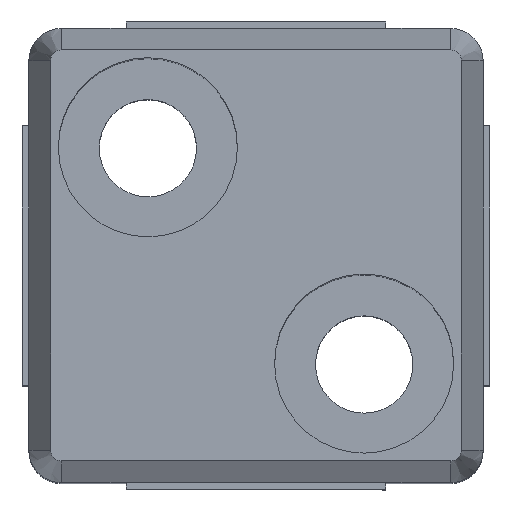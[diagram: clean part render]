
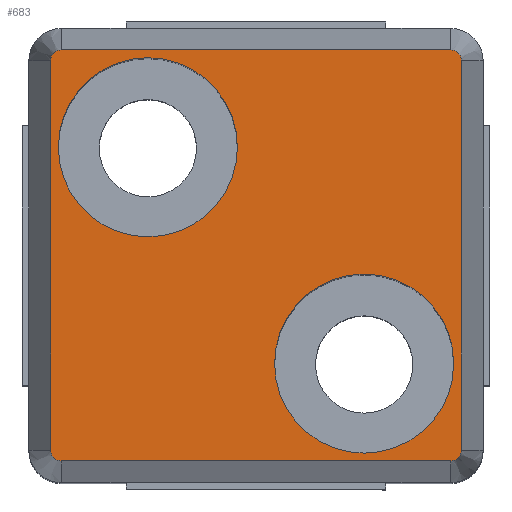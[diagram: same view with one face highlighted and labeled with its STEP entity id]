
A CAD part, top view. The second image highlights one B-rep face of the part: STEP entity #683.
In plain terms, the highlighted planar face has unit normal (0, 0, 1).
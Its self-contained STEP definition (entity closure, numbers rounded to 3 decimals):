
#493=CARTESIAN_POINT('',(-5.859,10.,35.0));
#494=VERTEX_POINT('',#493);
#501=CARTESIAN_POINT('',(-14.141,10.,35.0));
#502=VERTEX_POINT('',#501);
#503=CARTESIAN_POINT('',(-10.,10.,35.0));
#504=DIRECTION('',(0.0,0.0,1.0));
#505=DIRECTION('',(1.0,0.0,0.0));
#506=AXIS2_PLACEMENT_3D('',#503,#504,#505);
#507=CIRCLE('',#506,4.141);
#508=EDGE_CURVE('',#494,#502,#507,.T.);
#510=CARTESIAN_POINT('',(-10.,10.,35.0));
#511=DIRECTION('',(0.0,0.0,1.0));
#512=DIRECTION('',(1.0,0.0,0.0));
#513=AXIS2_PLACEMENT_3D('',#510,#511,#512);
#514=CIRCLE('',#513,4.141);
#515=EDGE_CURVE('',#502,#494,#514,.T.);
#558=CARTESIAN_POINT('',(4.141,0.0,35.0));
#559=VERTEX_POINT('',#558);
#566=CARTESIAN_POINT('',(-4.141,0.0,35.0));
#567=VERTEX_POINT('',#566);
#568=CARTESIAN_POINT('',(0.0,0.0,35.0));
#569=DIRECTION('',(0.0,0.0,1.0));
#570=DIRECTION('',(1.0,0.0,0.0));
#571=AXIS2_PLACEMENT_3D('',#568,#569,#570);
#572=CIRCLE('',#571,4.141);
#573=EDGE_CURVE('',#559,#567,#572,.T.);
#575=CARTESIAN_POINT('',(0.0,0.0,35.0));
#576=DIRECTION('',(0.0,0.0,1.0));
#577=DIRECTION('',(1.0,0.0,0.0));
#578=AXIS2_PLACEMENT_3D('',#575,#576,#577);
#579=CIRCLE('',#578,4.141);
#580=EDGE_CURVE('',#567,#559,#579,.T.);
#600=CARTESIAN_POINT('',(-17.6,-7.6,35.0));
#601=DIRECTION('',(0.0,0.0,1.0));
#602=DIRECTION('',(1.0,0.0,0.0));
#603=AXIS2_PLACEMENT_3D('',#600,#601,#602);
#604=PLANE('',#603);
#605=CARTESIAN_POINT('',(4.5,-4.,35.0));
#606=VERTEX_POINT('',#605);
#607=CARTESIAN_POINT('',(4.5,14.,35.0));
#608=VERTEX_POINT('',#607);
#609=CARTESIAN_POINT('',(4.5,-4.,35.0));
#610=DIRECTION('',(0.0,1.0,0.0));
#611=VECTOR('',#610,18.);
#612=LINE('',#609,#611);
#613=EDGE_CURVE('',#606,#608,#612,.T.);
#614=ORIENTED_EDGE('',*,*,#613,.T.);
#615=CARTESIAN_POINT('',(4.,14.5,35.0));
#616=VERTEX_POINT('',#615);
#617=CARTESIAN_POINT('',(4.,14.,35.0));
#618=DIRECTION('',(0.0,0.0,1.0));
#619=DIRECTION('',(1.0,0.0,0.0));
#620=AXIS2_PLACEMENT_3D('',#617,#618,#619);
#621=CIRCLE('',#620,0.5);
#622=EDGE_CURVE('',#608,#616,#621,.T.);
#623=ORIENTED_EDGE('',*,*,#622,.T.);
#624=CARTESIAN_POINT('',(-14.0,14.5,35.0));
#625=VERTEX_POINT('',#624);
#626=CARTESIAN_POINT('',(4.,14.5,35.0));
#627=DIRECTION('',(-1.0,0.0,0.0));
#628=VECTOR('',#627,18.);
#629=LINE('',#626,#628);
#630=EDGE_CURVE('',#616,#625,#629,.T.);
#631=ORIENTED_EDGE('',*,*,#630,.T.);
#632=CARTESIAN_POINT('',(-14.5,14.,35.0));
#633=VERTEX_POINT('',#632);
#634=CARTESIAN_POINT('',(-14.0,14.,35.0));
#635=DIRECTION('',(0.0,0.0,1.0));
#636=DIRECTION('',(0.0,1.0,0.0));
#637=AXIS2_PLACEMENT_3D('',#634,#635,#636);
#638=CIRCLE('',#637,0.5);
#639=EDGE_CURVE('',#625,#633,#638,.T.);
#640=ORIENTED_EDGE('',*,*,#639,.T.);
#641=CARTESIAN_POINT('',(-14.5,-4.,35.0));
#642=VERTEX_POINT('',#641);
#643=CARTESIAN_POINT('',(-14.5,14.,35.0));
#644=DIRECTION('',(0.0,-1.0,0.0));
#645=VECTOR('',#644,18.);
#646=LINE('',#643,#645);
#647=EDGE_CURVE('',#633,#642,#646,.T.);
#648=ORIENTED_EDGE('',*,*,#647,.T.);
#649=CARTESIAN_POINT('',(-14.0,-4.5,35.0));
#650=VERTEX_POINT('',#649);
#651=CARTESIAN_POINT('',(-14.0,-4.,35.0));
#652=DIRECTION('',(0.0,0.0,1.0));
#653=DIRECTION('',(-1.0,0.0,0.0));
#654=AXIS2_PLACEMENT_3D('',#651,#652,#653);
#655=CIRCLE('',#654,0.5);
#656=EDGE_CURVE('',#642,#650,#655,.T.);
#657=ORIENTED_EDGE('',*,*,#656,.T.);
#658=CARTESIAN_POINT('',(4.0,-4.5,35.0));
#659=VERTEX_POINT('',#658);
#660=CARTESIAN_POINT('',(-14.0,-4.5,35.0));
#661=DIRECTION('',(1.0,0.0,0.0));
#662=VECTOR('',#661,18.0);
#663=LINE('',#660,#662);
#664=EDGE_CURVE('',#650,#659,#663,.T.);
#665=ORIENTED_EDGE('',*,*,#664,.T.);
#666=CARTESIAN_POINT('',(4.,-4.,35.0));
#667=DIRECTION('',(0.0,0.0,1.0));
#668=DIRECTION('',(1.0,0.0,0.0));
#669=AXIS2_PLACEMENT_3D('',#666,#667,#668);
#670=CIRCLE('',#669,0.5);
#671=EDGE_CURVE('',#659,#606,#670,.T.);
#672=ORIENTED_EDGE('',*,*,#671,.T.);
#673=EDGE_LOOP('',(#614,#623,#631,#640,#648,#657,#665,#672));
#674=FACE_OUTER_BOUND('',#673,.T.);
#675=ORIENTED_EDGE('',*,*,#515,.F.);
#676=ORIENTED_EDGE('',*,*,#508,.F.);
#677=EDGE_LOOP('',(#675,#676));
#678=FACE_BOUND('',#677,.T.);
#679=ORIENTED_EDGE('',*,*,#580,.F.);
#680=ORIENTED_EDGE('',*,*,#573,.F.);
#681=EDGE_LOOP('',(#679,#680));
#682=FACE_BOUND('',#681,.T.);
#683=ADVANCED_FACE('',(#674,#678,#682),#604,.T.);
